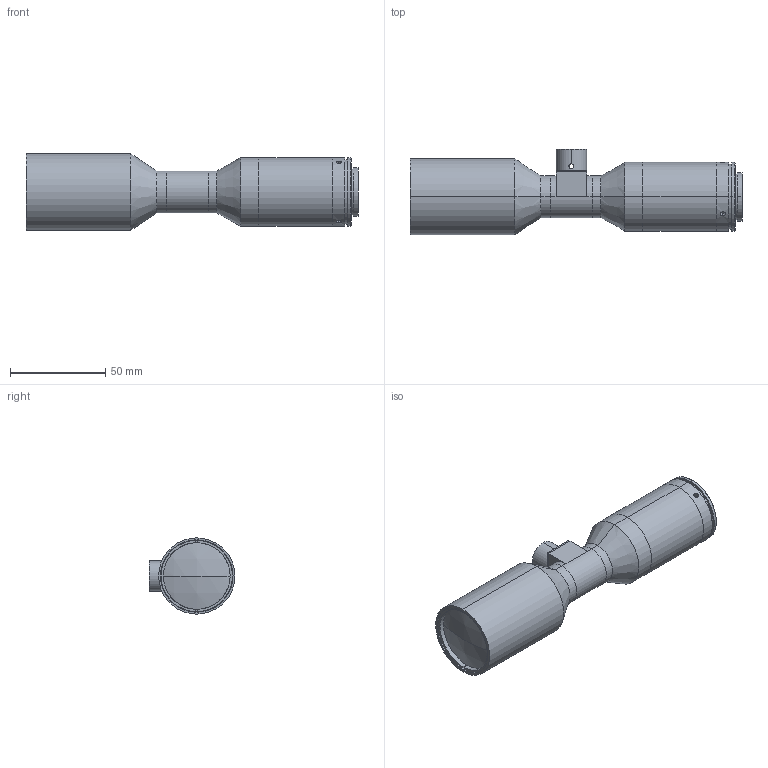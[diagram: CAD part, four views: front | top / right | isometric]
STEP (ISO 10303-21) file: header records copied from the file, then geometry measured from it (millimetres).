
FILE_DESCRIPTION (( 'STEP AP203' ), '1' );
FILE_NAME ('XF-5MDT06X80D-1C.STEP', '2019-03-08T09:35:04', ( 'lawlynn' ), ( '' ), 'SwSTEP 2.0', 'SolidWorks 2014', '' );
FILE_SCHEMA (( 'CONFIG_CONTROL_DESIGN' ));
Length unit declared in the file: millimetre
Products named in the file (1): XF-5MDT06X80D-1C
Bounding box: 174.08 x 45 x 40 mm (x, y, z)
Surface area: 26447.8 mm2 (no closed solid volume)
Topology: 0 solids, 11 shells, 107 faces, 280 edges, 183 vertices
Faces by surface type: cylinder 65, plane 32, cone 8, sphere 2
Entity records: 3743 total; most frequent: CARTESIAN_POINT 959, DIRECTION 618, ORIENTED_EDGE 486, EDGE_CURVE 280, AXIS2_PLACEMENT_3D 250, VERTEX_POINT 183, CIRCLE 142, EDGE_LOOP 132
